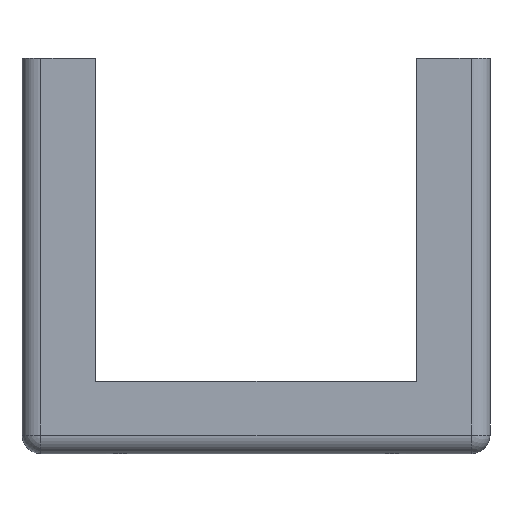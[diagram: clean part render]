
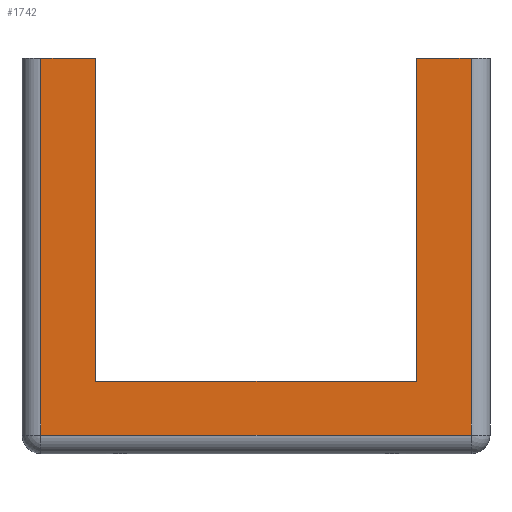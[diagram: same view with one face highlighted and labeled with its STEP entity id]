
A CAD part, left-side view. The second image highlights one B-rep face of the part: STEP entity #1742.
In plain terms, the highlighted planar face has unit normal (-1, 0, 0).
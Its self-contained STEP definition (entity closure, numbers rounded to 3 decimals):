
#76=PLANE('',#1923);
#151=FACE_OUTER_BOUND('',#237,.T.);
#237=EDGE_LOOP('',(#1528,#1529,#1530,#1531,#1532,#1533,#1534,#1535));
#294=LINE('',#2660,#462);
#396=LINE('',#2875,#564);
#409=LINE('',#2916,#577);
#421=LINE('',#2976,#589);
#423=LINE('',#2979,#591);
#424=LINE('',#2984,#592);
#429=LINE('',#2992,#597);
#430=LINE('',#2993,#598);
#462=VECTOR('',#2066,10.);
#564=VECTOR('',#2240,10.);
#577=VECTOR('',#2289,10.);
#589=VECTOR('',#2365,10.);
#591=VECTOR('',#2369,10.);
#592=VECTOR('',#2374,10.);
#597=VECTOR('',#2383,10.);
#598=VECTOR('',#2384,10.);
#749=VERTEX_POINT('',#2657);
#750=VERTEX_POINT('',#2659);
#827=VERTEX_POINT('',#2874);
#836=VERTEX_POINT('',#2913);
#837=VERTEX_POINT('',#2915);
#842=VERTEX_POINT('',#2934);
#845=VERTEX_POINT('',#2941);
#855=VERTEX_POINT('',#2982);
#928=EDGE_CURVE('',#749,#750,#294,.T.);
#1043=EDGE_CURVE('',#750,#827,#396,.T.);
#1065=EDGE_CURVE('',#836,#837,#409,.T.);
#1096=EDGE_CURVE('',#842,#845,#421,.T.);
#1098=EDGE_CURVE('',#845,#836,#423,.T.);
#1100=EDGE_CURVE('',#855,#842,#424,.T.);
#1105=EDGE_CURVE('',#827,#855,#429,.T.);
#1106=EDGE_CURVE('',#749,#837,#430,.T.);
#1528=ORIENTED_EDGE('',*,*,#1098,.F.);
#1529=ORIENTED_EDGE('',*,*,#1096,.F.);
#1530=ORIENTED_EDGE('',*,*,#1100,.F.);
#1531=ORIENTED_EDGE('',*,*,#1105,.F.);
#1532=ORIENTED_EDGE('',*,*,#1043,.F.);
#1533=ORIENTED_EDGE('',*,*,#928,.F.);
#1534=ORIENTED_EDGE('',*,*,#1106,.T.);
#1535=ORIENTED_EDGE('',*,*,#1065,.F.);
#1742=ADVANCED_FACE('',(#151),#76,.T.);
#1923=AXIS2_PLACEMENT_3D('',#2991,#2381,#2382);
#2066=DIRECTION('',(0.,-1.,0.));
#2240=DIRECTION('',(0.,0.,1.));
#2289=DIRECTION('',(0.,-1.,0.));
#2365=DIRECTION('',(0.,1.,0.));
#2369=DIRECTION('',(0.,0.,1.));
#2374=DIRECTION('',(0.,0.,-1.));
#2381=DIRECTION('center_axis',(-1.,0.,0.));
#2382=DIRECTION('ref_axis',(0.,-1.,0.));
#2383=DIRECTION('',(0.,-1.,0.));
#2384=DIRECTION('',(0.,0.,1.));
#2657=CARTESIAN_POINT('',(-24.9,17.05,7.7));
#2659=CARTESIAN_POINT('',(-24.9,-17.05,7.7));
#2660=CARTESIAN_POINT('',(-24.9,-24.9,7.7));
#2874=CARTESIAN_POINT('',(-24.9,-17.05,42.1));
#2875=CARTESIAN_POINT('',(-24.9,-17.05,7.7));
#2913=CARTESIAN_POINT('',(-24.9,22.9,42.1));
#2915=CARTESIAN_POINT('',(-24.9,17.05,42.1));
#2916=CARTESIAN_POINT('',(-24.9,24.9,42.1));
#2934=CARTESIAN_POINT('',(-24.9,-22.9,2.));
#2941=CARTESIAN_POINT('',(-24.9,22.9,2.));
#2976=CARTESIAN_POINT('',(-24.9,12.45,2.));
#2979=CARTESIAN_POINT('',(-24.9,22.9,0.));
#2982=CARTESIAN_POINT('',(-24.9,-22.9,42.1));
#2984=CARTESIAN_POINT('',(-24.9,-22.9,0.));
#2991=CARTESIAN_POINT('Origin',(-24.9,24.9,0.));
#2992=CARTESIAN_POINT('',(-24.9,-17.05,42.1));
#2993=CARTESIAN_POINT('',(-24.9,17.05,7.7));
